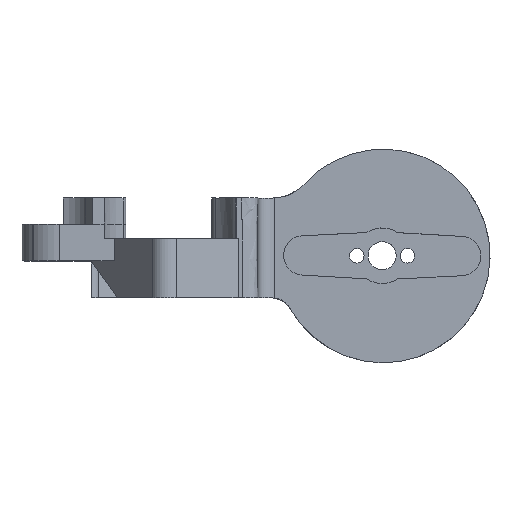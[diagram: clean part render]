
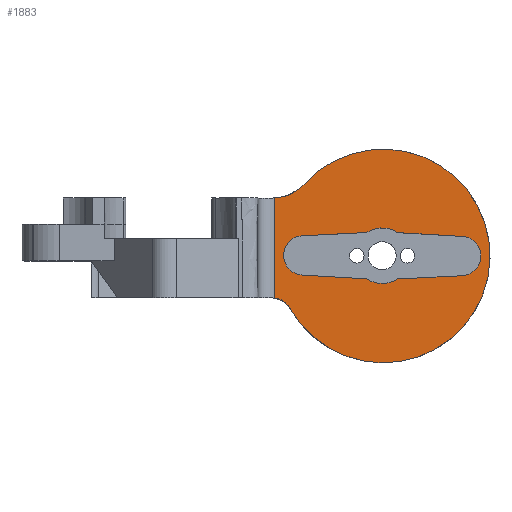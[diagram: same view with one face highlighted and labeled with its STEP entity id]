
A CAD part, top view. The second image highlights one B-rep face of the part: STEP entity #1883.
In plain terms, the highlighted planar face has unit normal (0, 0, 1).
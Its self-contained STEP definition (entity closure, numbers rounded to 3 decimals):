
#74=FACE_BOUND('',#383,.T.);
#90=CIRCLE('',#1936,19.);
#139=CIRCLE('',#2033,4.95);
#140=CIRCLE('',#2036,3.5);
#141=CIRCLE('',#2039,4.95);
#142=CIRCLE('',#2042,3.5);
#163=B_SPLINE_CURVE_WITH_KNOTS('',3,(#2769,#2770,#2771,#2772,#2773,#2774,
#2775),.UNSPECIFIED.,.F.,.F.,(4,3,4),(0.,0.16,0.346),
 .UNSPECIFIED.);
#176=B_SPLINE_CURVE_WITH_KNOTS('',3,(#2961,#2962,#2963,#2964,#2965,#2966,
#2967),.UNSPECIFIED.,.F.,.F.,(4,3,4),(0.025,0.314,
0.627),.UNSPECIFIED.);
#270=FACE_OUTER_BOUND('',#382,.T.);
#382=EDGE_LOOP('',(#1648,#1649,#1650,#1651));
#383=EDGE_LOOP('',(#1652,#1653,#1654,#1655,#1656,#1657,#1658,#1659));
#522=LINE('',#3261,#687);
#525=LINE('',#3269,#690);
#528=LINE('',#3277,#693);
#531=LINE('',#3285,#696);
#555=LINE('',#3350,#720);
#687=VECTOR('',#2453,10.);
#690=VECTOR('',#2462,10.);
#693=VECTOR('',#2471,10.);
#696=VECTOR('',#2480,10.);
#720=VECTOR('',#2554,10.);
#782=VERTEX_POINT('',#2763);
#783=VERTEX_POINT('',#2768);
#787=VERTEX_POINT('',#2860);
#796=VERTEX_POINT('',#2956);
#878=VERTEX_POINT('',#3257);
#879=VERTEX_POINT('',#3259);
#880=VERTEX_POINT('',#3263);
#881=VERTEX_POINT('',#3267);
#882=VERTEX_POINT('',#3271);
#883=VERTEX_POINT('',#3275);
#884=VERTEX_POINT('',#3279);
#885=VERTEX_POINT('',#3283);
#975=EDGE_CURVE('',#783,#782,#163,.F.);
#983=EDGE_CURVE('',#782,#787,#90,.T.);
#998=EDGE_CURVE('',#796,#787,#176,.T.);
#1122=EDGE_CURVE('',#878,#879,#522,.T.);
#1124=EDGE_CURVE('',#880,#878,#139,.T.);
#1126=EDGE_CURVE('',#881,#880,#525,.T.);
#1128=EDGE_CURVE('',#882,#881,#140,.T.);
#1130=EDGE_CURVE('',#883,#882,#528,.T.);
#1132=EDGE_CURVE('',#884,#883,#141,.T.);
#1134=EDGE_CURVE('',#885,#884,#531,.T.);
#1135=EDGE_CURVE('',#879,#885,#142,.T.);
#1166=EDGE_CURVE('',#783,#796,#555,.F.);
#1648=ORIENTED_EDGE('',*,*,#1166,.F.);
#1649=ORIENTED_EDGE('',*,*,#975,.T.);
#1650=ORIENTED_EDGE('',*,*,#983,.T.);
#1651=ORIENTED_EDGE('',*,*,#998,.F.);
#1652=ORIENTED_EDGE('',*,*,#1135,.T.);
#1653=ORIENTED_EDGE('',*,*,#1134,.T.);
#1654=ORIENTED_EDGE('',*,*,#1132,.T.);
#1655=ORIENTED_EDGE('',*,*,#1130,.T.);
#1656=ORIENTED_EDGE('',*,*,#1128,.T.);
#1657=ORIENTED_EDGE('',*,*,#1126,.T.);
#1658=ORIENTED_EDGE('',*,*,#1124,.T.);
#1659=ORIENTED_EDGE('',*,*,#1122,.T.);
#1793=PLANE('',#2065);
#1883=ADVANCED_FACE('',(#270,#74),#1793,.T.);
#1936=AXIS2_PLACEMENT_3D('',#2865,#2182,#2183);
#2033=AXIS2_PLACEMENT_3D('',#3265,#2457,#2458);
#2036=AXIS2_PLACEMENT_3D('',#3273,#2466,#2467);
#2039=AXIS2_PLACEMENT_3D('',#3281,#2475,#2476);
#2042=AXIS2_PLACEMENT_3D('',#3287,#2483,#2484);
#2065=AXIS2_PLACEMENT_3D('',#3349,#2552,#2553);
#2182=DIRECTION('center_axis',(0.,0.,
1.));
#2183=DIRECTION('ref_axis',(1.,0.,0.));
#2453=DIRECTION('',(-0.998,0.059,0.));
#2457=DIRECTION('center_axis',(0.,0.,
-1.));
#2458=DIRECTION('ref_axis',(-0.557,-0.831,0.));
#2462=DIRECTION('',(-0.999,-0.051,0.));
#2466=DIRECTION('center_axis',(0.,0.,
-1.));
#2467=DIRECTION('ref_axis',(0.051,-0.999,0.));
#2471=DIRECTION('',(0.998,-0.059,0.));
#2475=DIRECTION('center_axis',(0.,0.,
-1.));
#2476=DIRECTION('ref_axis',(0.557,0.831,0.));
#2480=DIRECTION('',(0.999,0.051,0.));
#2483=DIRECTION('center_axis',(0.,0.,
-1.));
#2484=DIRECTION('ref_axis',(-0.051,0.999,0.));
#2552=DIRECTION('center_axis',(0.,0.,
1.));
#2553=DIRECTION('ref_axis',(0.,1.,0.));
#2554=DIRECTION('',(0.,-1.,0.));
#2763=CARTESIAN_POINT('',(-58.701,183.09,10.164));
#2768=CARTESIAN_POINT('',(-61.495,184.876,10.164));
#2769=CARTESIAN_POINT('Ctrl Pts',(-58.701,183.09,10.164));
#2770=CARTESIAN_POINT('Ctrl Pts',(-58.96,183.553,10.164));
#2771=CARTESIAN_POINT('Ctrl Pts',(-59.326,183.958,10.164));
#2772=CARTESIAN_POINT('Ctrl Pts',(-59.762,184.26,10.164));
#2773=CARTESIAN_POINT('Ctrl Pts',(-60.272,184.613,10.164));
#2774=CARTESIAN_POINT('Ctrl Pts',(-60.877,184.827,10.164));
#2775=CARTESIAN_POINT('Ctrl Pts',(-61.495,184.875,10.164));
#2860=CARTESIAN_POINT('',(-56.184,205.099,10.164));
#2865=CARTESIAN_POINT('Origin',(-42.106,192.34,10.164));
#2956=CARTESIAN_POINT('',(-61.495,202.64,10.164));
#2961=CARTESIAN_POINT('Ctrl Pts',(-61.495,202.64,10.164));
#2962=CARTESIAN_POINT('Ctrl Pts',(-60.535,202.672,10.164));
#2963=CARTESIAN_POINT('Ctrl Pts',(-59.581,202.89,10.164));
#2964=CARTESIAN_POINT('Ctrl Pts',(-58.702,203.279,10.164));
#2965=CARTESIAN_POINT('Ctrl Pts',(-57.749,203.702,10.164));
#2966=CARTESIAN_POINT('Ctrl Pts',(-56.885,204.326,10.164));
#2967=CARTESIAN_POINT('Ctrl Pts',(-56.184,205.099,10.164));
#3257=CARTESIAN_POINT('',(-45.023,188.266,10.164));
#3259=CARTESIAN_POINT('',(-56.523,188.941,10.164));
#3261=CARTESIAN_POINT('',(-61.407,189.228,10.164));
#3263=CARTESIAN_POINT('',(-39.546,188.244,10.164));
#3265=CARTESIAN_POINT('Origin',(-42.268,192.378,10.164));
#3267=CARTESIAN_POINT('',(-28.041,188.826,10.164));
#3269=CARTESIAN_POINT('',(-51.932,187.617,10.164));
#3271=CARTESIAN_POINT('',(-28.013,195.815,10.164));
#3273=CARTESIAN_POINT('Origin',(-28.218,192.321,10.164));
#3275=CARTESIAN_POINT('',(-39.512,196.49,10.164));
#3277=CARTESIAN_POINT('',(-46.902,196.924,10.164));
#3279=CARTESIAN_POINT('',(-44.99,196.513,10.164));
#3281=CARTESIAN_POINT('Origin',(-42.268,192.378,10.164));
#3283=CARTESIAN_POINT('',(-56.495,195.931,10.164));
#3285=CARTESIAN_POINT('',(-54.87,196.013,10.164));
#3287=CARTESIAN_POINT('Origin',(-56.318,192.435,10.164));
#3349=CARTESIAN_POINT('Origin',(-65.3,206.385,10.164));
#3350=CARTESIAN_POINT('',(-61.495,202.06,10.164));
